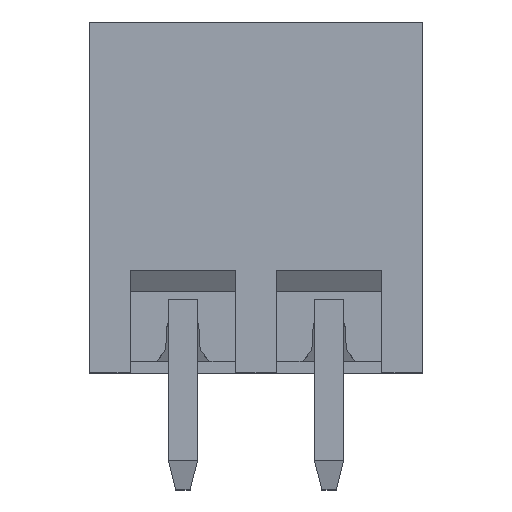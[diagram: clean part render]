
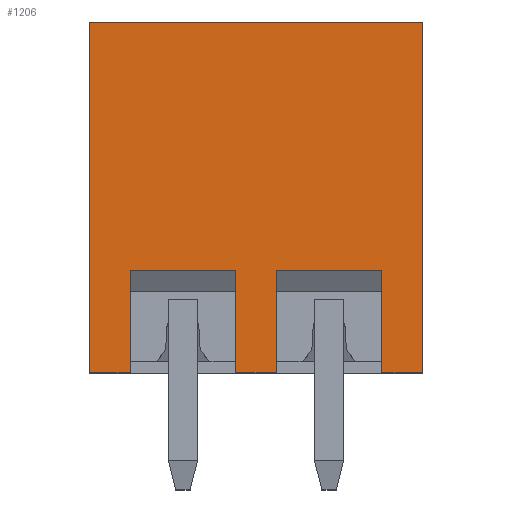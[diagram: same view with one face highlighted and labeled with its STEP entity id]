
A CAD part, top view. The second image highlights one B-rep face of the part: STEP entity #1206.
In plain terms, the highlighted planar face has unit normal (0, 0, 1).
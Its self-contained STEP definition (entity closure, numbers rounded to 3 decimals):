
#232 = VERTEX_POINT('',#233);
#233 = CARTESIAN_POINT('',(-0.7,16.,4.6));
#272 = VERTEX_POINT('',#273);
#273 = CARTESIAN_POINT('',(-0.7,4.,4.6));
#279 = EDGE_CURVE('',#232,#272,#280,.T.);
#280 = LINE('',#281,#282);
#281 = CARTESIAN_POINT('',(-0.7,16.,4.6));
#282 = VECTOR('',#283,1.);
#283 = DIRECTION('',(0.,-1.,0.));
#930 = VERTEX_POINT('',#931);
#931 = CARTESIAN_POINT('',(10.7,4.,4.6));
#937 = EDGE_CURVE('',#938,#930,#940,.T.);
#938 = VERTEX_POINT('',#939);
#939 = CARTESIAN_POINT('',(9.3,4.,4.6));
#940 = LINE('',#941,#942);
#941 = CARTESIAN_POINT('',(9.3,4.,4.6));
#942 = VECTOR('',#943,1.);
#943 = DIRECTION('',(1.,0.,0.));
#962 = VERTEX_POINT('',#963);
#963 = CARTESIAN_POINT('',(5.7,4.,4.6));
#969 = EDGE_CURVE('',#970,#962,#972,.T.);
#970 = VERTEX_POINT('',#971);
#971 = CARTESIAN_POINT('',(4.3,4.,4.6));
#972 = LINE('',#973,#974);
#973 = CARTESIAN_POINT('',(4.3,4.,4.6));
#974 = VECTOR('',#975,1.);
#975 = DIRECTION('',(1.,0.,0.));
#994 = VERTEX_POINT('',#995);
#995 = CARTESIAN_POINT('',(0.7,4.,4.6));
#1001 = EDGE_CURVE('',#272,#994,#1002,.T.);
#1002 = LINE('',#1003,#1004);
#1003 = CARTESIAN_POINT('',(-0.7,4.,4.6));
#1004 = VECTOR('',#1005,1.);
#1005 = DIRECTION('',(1.,0.,0.));
#1122 = EDGE_CURVE('',#1123,#232,#1125,.T.);
#1123 = VERTEX_POINT('',#1124);
#1124 = CARTESIAN_POINT('',(10.7,16.,4.6));
#1125 = LINE('',#1126,#1127);
#1126 = CARTESIAN_POINT('',(10.7,16.,4.6));
#1127 = VECTOR('',#1128,1.);
#1128 = DIRECTION('',(-1.,0.,0.));
#1206 = ADVANCED_FACE('',(#1207),#1264,.T.);
#1207 = FACE_BOUND('',#1208,.T.);
#1208 = EDGE_LOOP('',(#1209,#1210,#1218,#1226,#1232,#1233,#1241,#1249,
    #1255,#1256,#1262,#1263));
#1209 = ORIENTED_EDGE('',*,*,#1001,.T.);
#1210 = ORIENTED_EDGE('',*,*,#1211,.T.);
#1211 = EDGE_CURVE('',#994,#1212,#1214,.T.);
#1212 = VERTEX_POINT('',#1213);
#1213 = CARTESIAN_POINT('',(0.7,7.5,4.6));
#1214 = LINE('',#1215,#1216);
#1215 = CARTESIAN_POINT('',(0.7,4.,4.6));
#1216 = VECTOR('',#1217,1.);
#1217 = DIRECTION('',(0.,1.,0.));
#1218 = ORIENTED_EDGE('',*,*,#1219,.T.);
#1219 = EDGE_CURVE('',#1212,#1220,#1222,.T.);
#1220 = VERTEX_POINT('',#1221);
#1221 = CARTESIAN_POINT('',(4.3,7.5,4.6));
#1222 = LINE('',#1223,#1224);
#1223 = CARTESIAN_POINT('',(0.7,7.5,4.6));
#1224 = VECTOR('',#1225,1.);
#1225 = DIRECTION('',(1.,0.,0.));
#1226 = ORIENTED_EDGE('',*,*,#1227,.T.);
#1227 = EDGE_CURVE('',#1220,#970,#1228,.T.);
#1228 = LINE('',#1229,#1230);
#1229 = CARTESIAN_POINT('',(4.3,7.5,4.6));
#1230 = VECTOR('',#1231,1.);
#1231 = DIRECTION('',(0.,-1.,0.));
#1232 = ORIENTED_EDGE('',*,*,#969,.T.);
#1233 = ORIENTED_EDGE('',*,*,#1234,.T.);
#1234 = EDGE_CURVE('',#962,#1235,#1237,.T.);
#1235 = VERTEX_POINT('',#1236);
#1236 = CARTESIAN_POINT('',(5.7,7.5,4.6));
#1237 = LINE('',#1238,#1239);
#1238 = CARTESIAN_POINT('',(5.7,4.,4.6));
#1239 = VECTOR('',#1240,1.);
#1240 = DIRECTION('',(0.,1.,0.));
#1241 = ORIENTED_EDGE('',*,*,#1242,.T.);
#1242 = EDGE_CURVE('',#1235,#1243,#1245,.T.);
#1243 = VERTEX_POINT('',#1244);
#1244 = CARTESIAN_POINT('',(9.3,7.5,4.6));
#1245 = LINE('',#1246,#1247);
#1246 = CARTESIAN_POINT('',(5.7,7.5,4.6));
#1247 = VECTOR('',#1248,1.);
#1248 = DIRECTION('',(1.,0.,0.));
#1249 = ORIENTED_EDGE('',*,*,#1250,.T.);
#1250 = EDGE_CURVE('',#1243,#938,#1251,.T.);
#1251 = LINE('',#1252,#1253);
#1252 = CARTESIAN_POINT('',(9.3,7.5,4.6));
#1253 = VECTOR('',#1254,1.);
#1254 = DIRECTION('',(0.,-1.,0.));
#1255 = ORIENTED_EDGE('',*,*,#937,.T.);
#1256 = ORIENTED_EDGE('',*,*,#1257,.F.);
#1257 = EDGE_CURVE('',#1123,#930,#1258,.T.);
#1258 = LINE('',#1259,#1260);
#1259 = CARTESIAN_POINT('',(10.7,16.,4.6));
#1260 = VECTOR('',#1261,1.);
#1261 = DIRECTION('',(0.,-1.,0.));
#1262 = ORIENTED_EDGE('',*,*,#1122,.T.);
#1263 = ORIENTED_EDGE('',*,*,#279,.T.);
#1264 = PLANE('',#1265);
#1265 = AXIS2_PLACEMENT_3D('',#1266,#1267,#1268);
#1266 = CARTESIAN_POINT('',(0.,16.,4.6));
#1267 = DIRECTION('',(0.,0.,1.));
#1268 = DIRECTION('',(0.,-1.,0.));
